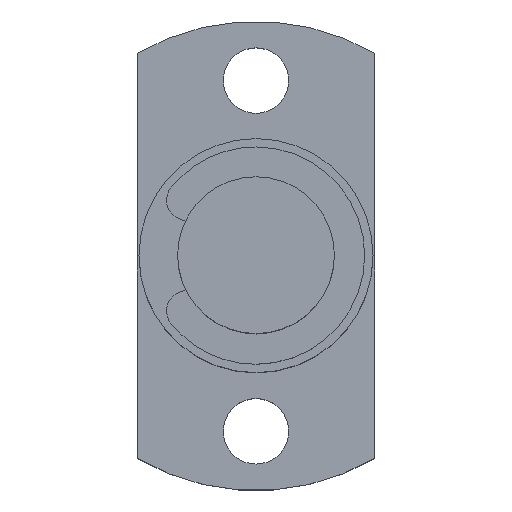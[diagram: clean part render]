
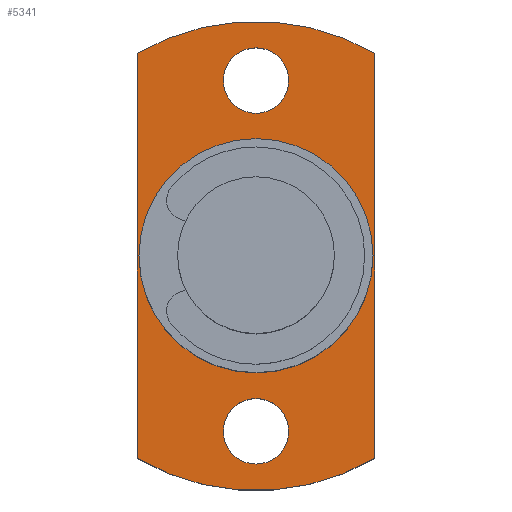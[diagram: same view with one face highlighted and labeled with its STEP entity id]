
A CAD part, top view. The second image highlights one B-rep face of the part: STEP entity #5341.
In plain terms, the highlighted planar face has unit normal (0, 0, 1).
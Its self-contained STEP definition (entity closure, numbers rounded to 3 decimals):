
#155 = CIRCLE ( 'NONE', #161, 4.738 ) ;
#161 = AXIS2_PLACEMENT_3D ( 'NONE', #10372, #10373, #10374 ) ;
#183 = CIRCLE ( 'NONE', #189, 1.325 ) ;
#185 = CIRCLE ( 'NONE', #187, 1.325 ) ;
#186 = VECTOR ( 'NONE', #1106, 1000. ) ;
#187 = AXIS2_PLACEMENT_3D ( 'NONE', #1098, #1099, #1100 ) ;
#188 = CIRCLE ( 'NONE', #192, 9.5 ) ;
#189 = AXIS2_PLACEMENT_3D ( 'NONE', #1102, #1103, #1104 ) ;
#190 = VECTOR ( 'NONE', #1113, 1000. ) ;
#191 = CIRCLE ( 'NONE', #195, 9.5 ) ;
#192 = AXIS2_PLACEMENT_3D ( 'NONE', #1109, #1110, #1111 ) ;
#195 = AXIS2_PLACEMENT_3D ( 'NONE', #1116, #1117, #1118 ) ;
#485 = CIRCLE ( 'NONE', #490, 1.325 ) ;
#490 = AXIS2_PLACEMENT_3D ( 'NONE', #2473, #2474, #2475 ) ;
#494 = CIRCLE ( 'NONE', #496, 1.325 ) ;
#496 = AXIS2_PLACEMENT_3D ( 'NONE', #2485, #2486, #2487 ) ;
#500 = CIRCLE ( 'NONE', #502, 4.738 ) ;
#502 = AXIS2_PLACEMENT_3D ( 'NONE', #2498, #2499, #2500 ) ;
#1094 = CARTESIAN_POINT ( 'NONE',  ( 4.8, 9.5, -17.835 ) ) ;
#1098 = CARTESIAN_POINT ( 'NONE',  ( 0., -7.1, -17.835 ) ) ;
#1099 = DIRECTION ( 'NONE',  ( 0., 0., -1. ) ) ;
#1100 = DIRECTION ( 'NONE',  ( -1., 0., 0. ) ) ;
#1101 = LINE ( 'NONE', #1094, #186 ) ;
#1102 = CARTESIAN_POINT ( 'NONE',  ( 0., 7.1, -17.835 ) ) ;
#1103 = DIRECTION ( 'NONE',  ( 0., 0., -1. ) ) ;
#1104 = DIRECTION ( 'NONE',  ( -1., 0., 0. ) ) ;
#1105 = CARTESIAN_POINT ( 'NONE',  ( -4.8, 9.5, -17.835 ) ) ;
#1106 = DIRECTION ( 'NONE',  ( 0., -1., 0. ) ) ;
#1108 = LINE ( 'NONE', #1105, #190 ) ;
#1109 = CARTESIAN_POINT ( 'NONE',  ( 0., 0., -17.835 ) ) ;
#1110 = DIRECTION ( 'NONE',  ( 0., 0., 1. ) ) ;
#1111 = DIRECTION ( 'NONE',  ( 1., 0., 0. ) ) ;
#1113 = DIRECTION ( 'NONE',  ( 0., 1., 0. ) ) ;
#1116 = CARTESIAN_POINT ( 'NONE',  ( 0., 0., -17.835 ) ) ;
#1117 = DIRECTION ( 'NONE',  ( 0., 0., 1. ) ) ;
#1118 = DIRECTION ( 'NONE',  ( 1., 0., 0. ) ) ;
#1269 = CARTESIAN_POINT ( 'NONE',  ( 1.325, -7.1, -17.835 ) ) ;
#1272 = CARTESIAN_POINT ( 'NONE',  ( -1.325, -7.1, -17.835 ) ) ;
#1273 = CARTESIAN_POINT ( 'NONE',  ( 1.325, 7.1, -17.835 ) ) ;
#1274 = CARTESIAN_POINT ( 'NONE',  ( -1.325, 7.1, -17.835 ) ) ;
#1277 = CARTESIAN_POINT ( 'NONE',  ( 4.738, 0., -17.835 ) ) ;
#1278 = CARTESIAN_POINT ( 'NONE',  ( -4.738, 0., -17.835 ) ) ;
#1591 = CARTESIAN_POINT ( 'NONE',  ( 4.8, 8.198, -17.835 ) ) ;
#1610 = CARTESIAN_POINT ( 'NONE',  ( -4.8, 8.198, -17.835 ) ) ;
#1614 = CARTESIAN_POINT ( 'NONE',  ( 4.8, -8.198, -17.835 ) ) ;
#1623 = CARTESIAN_POINT ( 'NONE',  ( -4.8, -8.198, -17.835 ) ) ;
#2473 = CARTESIAN_POINT ( 'NONE',  ( 0., -7.1, -17.835 ) ) ;
#2474 = DIRECTION ( 'NONE',  ( 0., 0., -1. ) ) ;
#2475 = DIRECTION ( 'NONE',  ( -1., 0., 0. ) ) ;
#2485 = CARTESIAN_POINT ( 'NONE',  ( 0., 7.1, -17.835 ) ) ;
#2486 = DIRECTION ( 'NONE',  ( 0., 0., -1. ) ) ;
#2487 = DIRECTION ( 'NONE',  ( -1., 0., 0. ) ) ;
#2498 = CARTESIAN_POINT ( 'NONE',  ( 0., 0., -17.835 ) ) ;
#2499 = DIRECTION ( 'NONE',  ( 0., 0., 1. ) ) ;
#2500 = DIRECTION ( 'NONE',  ( 1., 0., 0. ) ) ;
#5341 = ADVANCED_FACE ( 'NONE', ( #9715, #9717, #9719, #9720 ), #9721, .F. ) ;
#5519 = EDGE_CURVE ( 'NONE', #7194, #7193, #155, .T. ) ;
#5548 = EDGE_CURVE ( 'NONE', #7188, #7185, #185, .T. ) ;
#5549 = EDGE_CURVE ( 'NONE', #7190, #7189, #183, .T. ) ;
#5550 = EDGE_CURVE ( 'NONE', #8382, #8405, #1101, .T. ) ;
#5551 = EDGE_CURVE ( 'NONE', #8382, #8401, #188, .T. ) ;
#5552 = EDGE_CURVE ( 'NONE', #8414, #8401, #1108, .T. ) ;
#5553 = EDGE_CURVE ( 'NONE', #8414, #8405, #191, .T. ) ;
#5578 = AXIS2_PLACEMENT_3D ( 'NONE', #9716, #9712, #9722 ) ;
#7185 = VERTEX_POINT ( 'NONE', #1269 ) ;
#7188 = VERTEX_POINT ( 'NONE', #1272 ) ;
#7189 = VERTEX_POINT ( 'NONE', #1273 ) ;
#7190 = VERTEX_POINT ( 'NONE', #1274 ) ;
#7193 = VERTEX_POINT ( 'NONE', #1277 ) ;
#7194 = VERTEX_POINT ( 'NONE', #1278 ) ;
#7540 = EDGE_LOOP ( 'NONE', ( #7802, #7803 ) ) ;
#7541 = EDGE_LOOP ( 'NONE', ( #7800, #7801 ) ) ;
#7549 = EDGE_LOOP ( 'NONE', ( #7806, #7807, #7808, #7809 ) ) ;
#7550 = EDGE_LOOP ( 'NONE', ( #7804, #7805 ) ) ;
#7800 = ORIENTED_EDGE ( 'NONE', *, *, #5548, .T. ) ;
#7801 = ORIENTED_EDGE ( 'NONE', *, *, #8719, .T. ) ;
#7802 = ORIENTED_EDGE ( 'NONE', *, *, #5549, .T. ) ;
#7803 = ORIENTED_EDGE ( 'NONE', *, *, #8723, .T. ) ;
#7804 = ORIENTED_EDGE ( 'NONE', *, *, #8727, .F. ) ;
#7805 = ORIENTED_EDGE ( 'NONE', *, *, #5519, .F. ) ;
#7806 = ORIENTED_EDGE ( 'NONE', *, *, #5550, .F. ) ;
#7807 = ORIENTED_EDGE ( 'NONE', *, *, #5551, .T. ) ;
#7808 = ORIENTED_EDGE ( 'NONE', *, *, #5552, .F. ) ;
#7809 = ORIENTED_EDGE ( 'NONE', *, *, #5553, .T. ) ;
#8382 = VERTEX_POINT ( 'NONE', #1591 ) ;
#8401 = VERTEX_POINT ( 'NONE', #1610 ) ;
#8405 = VERTEX_POINT ( 'NONE', #1614 ) ;
#8414 = VERTEX_POINT ( 'NONE', #1623 ) ;
#8719 = EDGE_CURVE ( 'NONE', #7185, #7188, #485, .T. ) ;
#8723 = EDGE_CURVE ( 'NONE', #7189, #7190, #494, .T. ) ;
#8727 = EDGE_CURVE ( 'NONE', #7193, #7194, #500, .T. ) ;
#9712 = DIRECTION ( 'NONE',  ( 0., 0., -1. ) ) ;
#9715 = FACE_BOUND ( 'NONE', #7541, .T. ) ;
#9716 = CARTESIAN_POINT ( 'NONE',  ( 0., 9.5, -17.835 ) ) ;
#9717 = FACE_BOUND ( 'NONE', #7540, .T. ) ;
#9719 = FACE_BOUND ( 'NONE', #7550, .T. ) ;
#9720 = FACE_OUTER_BOUND ( 'NONE', #7549, .T. ) ;
#9721 = PLANE ( 'NONE',  #5578 ) ;
#9722 = DIRECTION ( 'NONE',  ( -1., 0., 0. ) ) ;
#10372 = CARTESIAN_POINT ( 'NONE',  ( 0., 0., -17.835 ) ) ;
#10373 = DIRECTION ( 'NONE',  ( 0., 0., 1. ) ) ;
#10374 = DIRECTION ( 'NONE',  ( 1., 0., 0. ) ) ;
